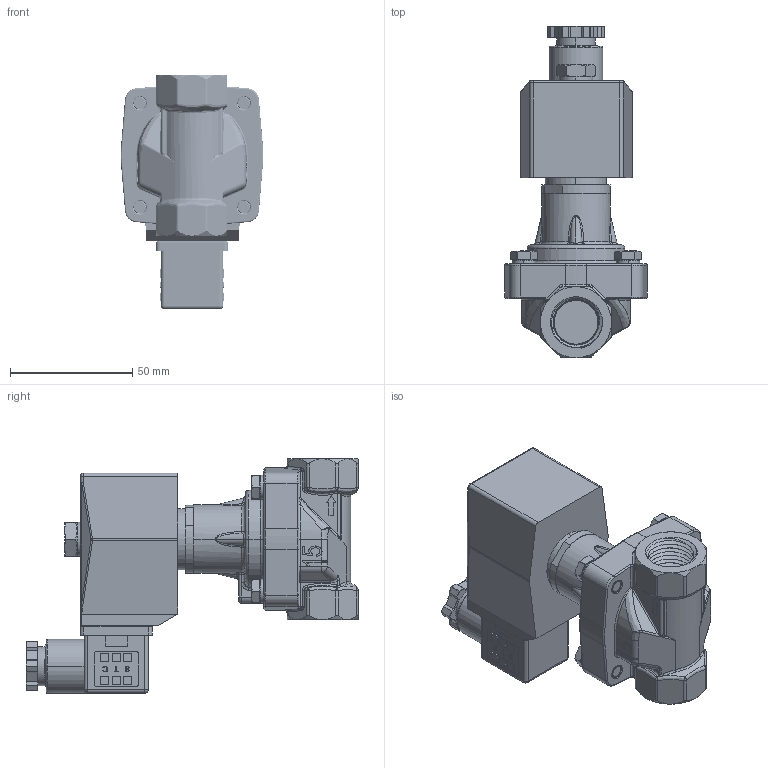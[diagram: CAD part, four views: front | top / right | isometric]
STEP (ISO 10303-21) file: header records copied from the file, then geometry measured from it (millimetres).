
FILE_DESCRIPTION (( 'STEP AP214' ), '1' );
FILE_NAME ('2LS150-1-2.STEP', '2018-08-16T22:29:23', ( '' ), ( '' ), 'SwSTEP 2.0', 'SolidWorks 2016', '' );
FILE_SCHEMA (( 'AUTOMOTIVE_DESIGN' ));
Length unit declared in the file: millimetre
Products named in the file (1): 2LS150-1-2
Bounding box: 58.2 x 135.61 x 95.75 mm (x, y, z)
Volume: 217278.3 mm3; surface area: 63946.3 mm2
Topology: 21 solids, 21 shells, 2343 faces, 6581 edges, 4329 vertices
Faces by surface type: plane 1078, cylinder 710, bspline 303, cone 126, torus 82, sphere 44
Entity records: 163717 total; most frequent: CARTESIAN_POINT 82107, ORIENTED_EDGE 13110, DIRECTION 9365, EDGE_CURVE 6555, VERTEX_POINT 4329, LINE 3523, VECTOR 3523, AXIS2_PLACEMENT_3D 2921
